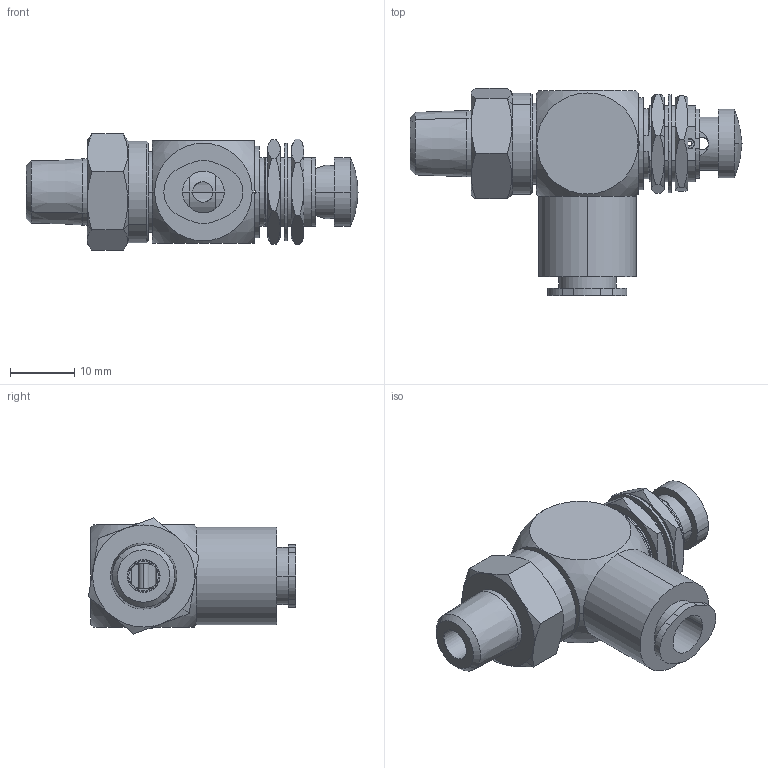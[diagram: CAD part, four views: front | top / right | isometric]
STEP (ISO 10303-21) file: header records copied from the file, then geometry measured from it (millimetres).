
FILE_DESCRIPTION (( 'STEP AP214' ), '1' );
FILE_NAME ('GVP-3C1M2P-PB.step', '2018-10-25T18:23:53', ( '' ), ( '' ), 'SwSTEP 2.0', 'SolidWorks 2018', '' );
FILE_SCHEMA (( 'AUTOMOTIVE_DESIGN' ));
Length unit declared in the file: inch
Products named in the file (1): GVP-3C1M2P-PB
Bounding box: 51.64 x 32.21 x 18.07 mm (x, y, z)
Volume: 8127.2 mm3; surface area: 8495.8 mm2
Topology: 8 solids, 8 shells, 350 faces, 894 edges, 565 vertices
Faces by surface type: cylinder 149, plane 129, cone 68, sphere 4
Entity records: 16418 total; most frequent: CARTESIAN_POINT 3175, DIRECTION 1816, ORIENTED_EDGE 1782, EDGE_CURVE 891, AXIS2_PLACEMENT_3D 706, VERTEX_POINT 564, LINE 404, VECTOR 404
